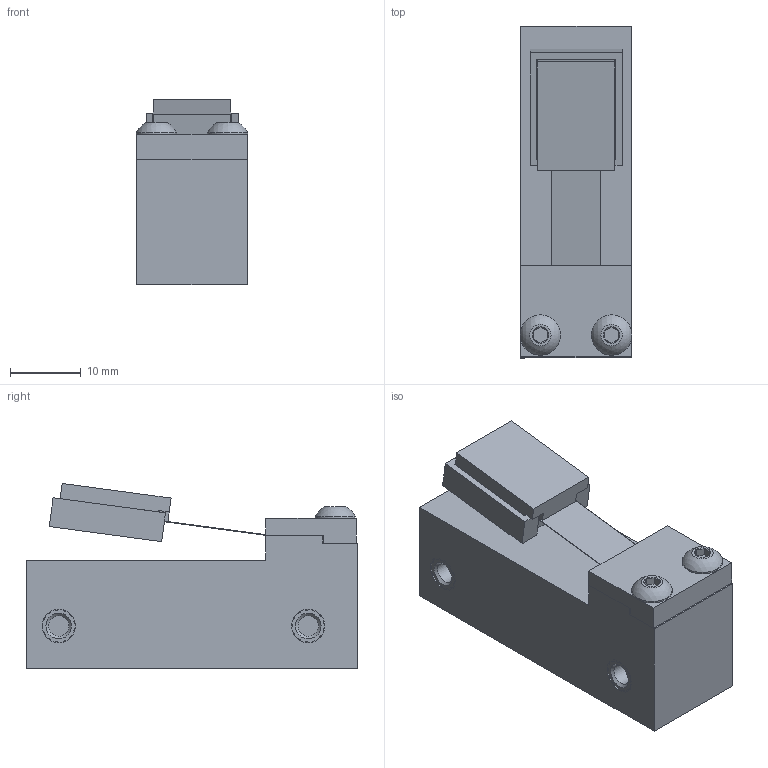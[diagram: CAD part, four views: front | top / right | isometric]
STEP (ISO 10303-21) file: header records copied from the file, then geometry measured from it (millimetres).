
FILE_DESCRIPTION(/* description */ (''),/* implementation_level */ '2;1');
FILE_NAME(/* name */ 'Blocker - Spring Steel.step',/* time_stamp */ '2025-11-09T09:11:21+11:00',/* author */ (''),/* organization */ (''),/* preprocessor_version */ 'ST-DEVELOPER v20.1',/* originating_system */ 'Autodesk Translation Framework v14.21.0.0',/* authorisation */ '');
FILE_SCHEMA (('AUTOMOTIVE_DESIGN { 1 0 10303 214 3 1 1 }'));
Length unit declared in the file: millimetre
Products named in the file (10): Spring Steel; Clamp; Silicone Jig; Heat Inserts (1); (Unsaved); M3x8 BHCS Screws; M3x8 BHCS; Spring Steel Body; Spring Steel Blocker; Silicone
Assembly tree (15 placements, depth 3):
  Spring Steel
    Clamp
    Silicone Jig
    Heat Inserts (1)
      (Unsaved)  x6
    M3x8 BHCS Screws
      M3x8 BHCS  x2
    Spring Steel Body
    Spring Steel Blocker
    Silicone
Bounding box: 15.74 x 46.8 x 26.1 mm (x, y, z)
Volume: 13388 mm3; surface area: 8014.3 mm2
Topology: 14 solids, 14 shells, 935 faces, 2582 edges, 1708 vertices
Faces by surface type: bspline 468, cylinder 194, plane 167, cone 104, sphere 2
Full cylindrical faces by diameter (mm): 2.9 x6, 3 x2, 3.4 x2, 4.1 x6, 4.25 x12, 4.7 x6, 5.7 x2
Entity records: 13541 total; most frequent: CARTESIAN_POINT 6862, ORIENTED_EDGE 1428, DIRECTION 1179, EDGE_CURVE 714, VERTEX_POINT 470, AXIS2_PLACEMENT_3D 411, LINE 357, VECTOR 357
